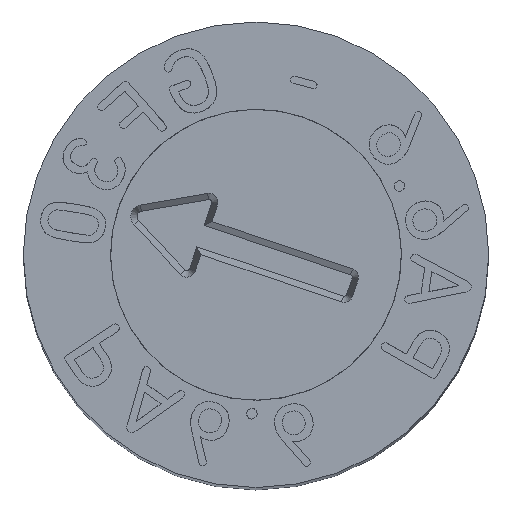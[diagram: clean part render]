
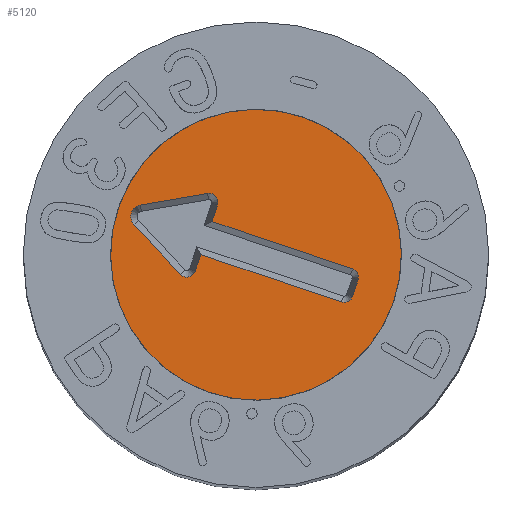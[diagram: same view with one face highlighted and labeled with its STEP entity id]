
A CAD part, top view. The second image highlights one B-rep face of the part: STEP entity #5120.
In plain terms, the highlighted planar face has unit normal (0, 0, 1).
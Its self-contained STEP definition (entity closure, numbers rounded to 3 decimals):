
#74=CIRCLE('',#5316,0.075);
#76=CIRCLE('',#5321,0.076);
#78=CIRCLE('',#5325,0.1);
#80=CIRCLE('',#5329,0.076);
#82=CIRCLE('',#5334,0.075);
#91=CIRCLE('',#5352,1.25);
#126=FACE_BOUND('',#820,.T.);
#224=PLANE('',#5353);
#506=FACE_OUTER_BOUND('',#819,.T.);
#819=EDGE_LOOP('',(#4647));
#820=EDGE_LOOP('',(#4648,#4649,#4650,#4651,#4652,#4653,#4654,#4655,#4656,
#4657,#4658,#4659));
#1181=LINE('',#9700,#1566);
#1184=LINE('',#9706,#1569);
#1188=LINE('',#9718,#1573);
#1192=LINE('',#9730,#1577);
#1196=LINE('',#9742,#1581);
#1199=LINE('',#9748,#1584);
#1203=LINE('',#9758,#1588);
#1566=VECTOR('',#5962,10.);
#1569=VECTOR('',#5967,10.);
#1573=VECTOR('',#5979,10.);
#1577=VECTOR('',#5991,10.);
#1581=VECTOR('',#6003,10.);
#1584=VECTOR('',#6008,10.);
#1588=VECTOR('',#6020,10.);
#2386=VERTEX_POINT('',#9691);
#2387=VERTEX_POINT('',#9693);
#2389=VERTEX_POINT('',#9699);
#2391=VERTEX_POINT('',#9705);
#2393=VERTEX_POINT('',#9711);
#2395=VERTEX_POINT('',#9717);
#2397=VERTEX_POINT('',#9723);
#2399=VERTEX_POINT('',#9729);
#2401=VERTEX_POINT('',#9735);
#2403=VERTEX_POINT('',#9741);
#2405=VERTEX_POINT('',#9747);
#2407=VERTEX_POINT('',#9753);
#2415=VERTEX_POINT('',#9785);
#3118=EDGE_CURVE('',#2387,#2386,#74,.T.);
#3121=EDGE_CURVE('',#2389,#2387,#1181,.T.);
#3124=EDGE_CURVE('',#2391,#2389,#1184,.T.);
#3127=EDGE_CURVE('',#2393,#2391,#76,.T.);
#3130=EDGE_CURVE('',#2395,#2393,#1188,.T.);
#3133=EDGE_CURVE('',#2397,#2395,#78,.T.);
#3136=EDGE_CURVE('',#2399,#2397,#1192,.T.);
#3139=EDGE_CURVE('',#2401,#2399,#80,.T.);
#3142=EDGE_CURVE('',#2403,#2401,#1196,.T.);
#3145=EDGE_CURVE('',#2405,#2403,#1199,.T.);
#3148=EDGE_CURVE('',#2407,#2405,#82,.T.);
#3151=EDGE_CURVE('',#2386,#2407,#1203,.T.);
#3163=EDGE_CURVE('',#2415,#2415,#91,.T.);
#4647=ORIENTED_EDGE('',*,*,#3163,.F.);
#4648=ORIENTED_EDGE('',*,*,#3118,.T.);
#4649=ORIENTED_EDGE('',*,*,#3151,.T.);
#4650=ORIENTED_EDGE('',*,*,#3148,.T.);
#4651=ORIENTED_EDGE('',*,*,#3145,.T.);
#4652=ORIENTED_EDGE('',*,*,#3142,.T.);
#4653=ORIENTED_EDGE('',*,*,#3139,.T.);
#4654=ORIENTED_EDGE('',*,*,#3136,.T.);
#4655=ORIENTED_EDGE('',*,*,#3133,.T.);
#4656=ORIENTED_EDGE('',*,*,#3130,.T.);
#4657=ORIENTED_EDGE('',*,*,#3127,.T.);
#4658=ORIENTED_EDGE('',*,*,#3124,.T.);
#4659=ORIENTED_EDGE('',*,*,#3121,.T.);
#5120=ADVANCED_FACE('',(#506,#126),#224,.F.);
#5316=AXIS2_PLACEMENT_3D('',#9694,#5956,#5957);
#5321=AXIS2_PLACEMENT_3D('',#9712,#5973,#5974);
#5325=AXIS2_PLACEMENT_3D('',#9724,#5985,#5986);
#5329=AXIS2_PLACEMENT_3D('',#9736,#5997,#5998);
#5334=AXIS2_PLACEMENT_3D('',#9754,#6014,#6015);
#5352=AXIS2_PLACEMENT_3D('',#9786,#6056,#6057);
#5353=AXIS2_PLACEMENT_3D('',#9788,#6059,#6060);
#5956=DIRECTION('center_axis',(0.,0.,-1.));
#5957=DIRECTION('ref_axis',(0.,-1.,0.));
#5962=DIRECTION('',(0.,1.,0.));
#5967=DIRECTION('',(1.,0.,0.));
#5973=DIRECTION('center_axis',(0.,0.,-1.));
#5974=DIRECTION('ref_axis',(0.,-1.,0.));
#5979=DIRECTION('',(-0.476,0.88,0.));
#5985=DIRECTION('center_axis',(0.,0.,-1.));
#5986=DIRECTION('ref_axis',(0.88,0.476,0.));
#5991=DIRECTION('',(-0.476,-0.88,0.));
#5997=DIRECTION('center_axis',(0.,0.,-1.));
#5998=DIRECTION('ref_axis',(-0.88,0.476,0.));
#6003=DIRECTION('',(1.,0.,0.));
#6008=DIRECTION('',(0.,-1.,0.));
#6014=DIRECTION('center_axis',(0.,0.,-1.));
#6015=DIRECTION('ref_axis',(-1.,0.,0.));
#6020=DIRECTION('',(1.,0.,0.));
#6056=DIRECTION('center_axis',(0.,0.,-1.));
#6057=DIRECTION('ref_axis',(-1.,0.,0.));
#6059=DIRECTION('center_axis',(0.,0.,-1.));
#6060=DIRECTION('ref_axis',(-1.,0.,0.));
#9691=CARTESIAN_POINT('',(-0.075,0.9,2.3));
#9693=CARTESIAN_POINT('',(-0.15,0.825,2.3));
#9694=CARTESIAN_POINT('Origin',(-0.075,0.825,2.3));
#9699=CARTESIAN_POINT('',(-0.15,-0.45,2.3));
#9700=CARTESIAN_POINT('',(-0.15,0.413,2.3));
#9705=CARTESIAN_POINT('',(-0.3,-0.45,2.3));
#9706=CARTESIAN_POINT('',(-0.075,-0.45,2.3));
#9711=CARTESIAN_POINT('',(-0.367,-0.562,2.3));
#9712=CARTESIAN_POINT('Origin',(-0.3,-0.526,2.3));
#9717=CARTESIAN_POINT('',(-0.088,-1.077,2.3));
#9718=CARTESIAN_POINT('',(-0.443,-0.421,2.3));
#9723=CARTESIAN_POINT('',(0.088,-1.077,2.3));
#9724=CARTESIAN_POINT('Origin',(0.,-1.03,
2.3));
#9729=CARTESIAN_POINT('',(0.367,-0.562,2.3));
#9730=CARTESIAN_POINT('',(0.303,-0.679,2.3));
#9735=CARTESIAN_POINT('',(0.3,-0.45,2.3));
#9736=CARTESIAN_POINT('Origin',(0.3,-0.526,2.3));
#9741=CARTESIAN_POINT('',(0.15,-0.45,2.3));
#9742=CARTESIAN_POINT('',(0.15,-0.45,2.3));
#9747=CARTESIAN_POINT('',(0.15,0.825,2.3));
#9748=CARTESIAN_POINT('',(0.15,-0.225,2.3));
#9753=CARTESIAN_POINT('',(0.075,0.9,2.3));
#9754=CARTESIAN_POINT('Origin',(0.075,0.825,2.3));
#9758=CARTESIAN_POINT('',(0.,0.9,2.3));
#9785=CARTESIAN_POINT('',(1.25,0.,2.3));
#9786=CARTESIAN_POINT('Origin',(0.,0.,2.3));
#9788=CARTESIAN_POINT('Origin',(0.,0.,2.3));
